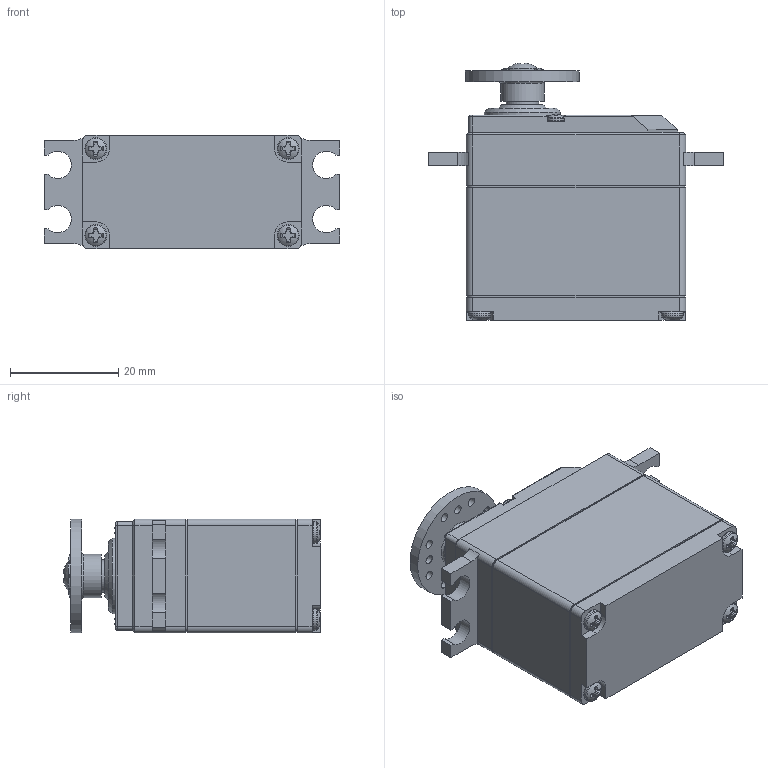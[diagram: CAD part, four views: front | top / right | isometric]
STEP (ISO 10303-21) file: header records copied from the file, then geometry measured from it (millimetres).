
FILE_DESCRIPTION(/* description */ (''),/* implementation_level */ '2;1');
FILE_NAME(/* name */ 'FUTABA_HPSCB700_FSH6W v2.step',/* time_stamp */ '2019-09-05T14:59:24+09:00',/* author */ (''),/* organization */ (''),/* preprocessor_version */ 'ST-DEVELOPER v18',/* originating_system */ 'Autodesk Translation Framework v8.6.0.1094',/* authorisation */ '');
FILE_SCHEMA (('AUTOMOTIVE_DESIGN { 1 0 10303 214 3 1 1 }'));
Length unit declared in the file: millimetre
Products named in the file (5): FUTABA_HPSCB700_FSH6W; 92000A012; 95836A511; 92000A076; FSH-6W
Assembly tree (8 placements, depth 2):
  FUTABA_HPSCB700_FSH6W
    92000A012  x4
    95836A511  x2
    92000A076
    FSH-6W
Bounding box: 54.5 x 47.55 x 21 mm (x, y, z)
Volume: 33055.1 mm3; surface area: 10405.4 mm2
Topology: 10 solids, 10 shells, 848 faces, 2323 edges, 1538 vertices
Faces by surface type: plane 357, cylinder 319, bspline 86, cone 62, torus 17, sphere 7
Full cylindrical faces by diameter (mm): 1.145 x14, 1.4 x1, 1.48 x44, 1.6 x15, 1.623 x28, 1.65 x12, 2 x44, 2.074 x32, 2.35 x5, 3 x5, 3.2 x2, 4 x4, 6 x4, 7 x1, 8 x1, 9 x1, 14 x1, 21 x1
Entity records: 31887 total; most frequent: CARTESIAN_POINT 16716, ORIENTED_EDGE 3374, DIRECTION 2697, EDGE_CURVE 1687, VERTEX_POINT 1114, AXIS2_PLACEMENT_3D 923, LINE 851, VECTOR 851
